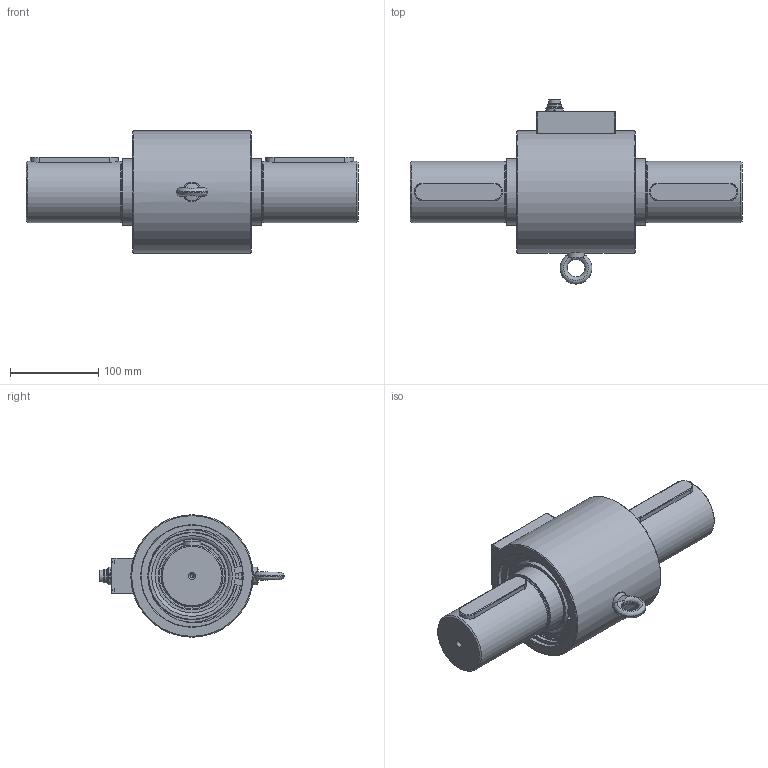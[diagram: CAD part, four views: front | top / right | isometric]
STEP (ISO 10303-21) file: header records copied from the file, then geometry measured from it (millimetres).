
FILE_DESCRIPTION( ( 'Unknown' ), '1' );
FILE_NAME( '2300-Z07_DOC-00061818.stp', 'Unknown', ( 'Unknown' ), ( 'Unknown' ), 'PSStep 17.0.49', 'Unknown', ' ' );
FILE_SCHEMA( ( 'AUTOMOTIVE_DESIGN { 1 0 10303 214 1 1 1 1 }' ) );
Length unit declared in the file: millimetre
Products named in the file (32): 2247-b05_doc-00045639; 2247-003_doc-00016120; Zylinderschraube DIN 912-M3x25; Zylinderschraube DIN 912-M3x25-oa3; Zylinderschraube DIN 912-M3x25-oa4; Zylinderschraube DIN 912-M3x25-oa5; 2300-B10_DOC-00061804_DOC-00061804; DIN 625-T1-6015-2Z_75x115x20; 2300-017_DOC-00061807_DOC-00061807; Paßfeder A20x12x100 DIN 6885-T2; Paßfeder A20x12x100 DIN 6885-T2-oa6; 2300-b02_doc-00048083; 2300-002_doc-00048035; Sicherungsring DIN 472-115x4-T1; Sicherungsring DIN 472-115x4-T1-oa0; DIN 625-T1-6015-2RS_75x115x20; o-ring_doc-00048095; o-ring_doc-00048095-oa1; Ringschraube M8 DIN 580-oa2; Assem1; flanschstecker 12-polig serie 723; mutter_09-0323-89-06_DOC-00067592
Assembly tree (31 placements, depth 3):
  Assem1
    flanschstecker 12-polig serie 723
    mutter_09-0323-89-06_DOC-00067592
    2300-b02_doc-00048083
      2300-002_doc-00048035
      Sicherungsring DIN 472-115x4-T1
      Sicherungsring DIN 472-115x4-T1-oa0
      DIN 625-T1-6015-2RS_75x115x20
      DIN 625-T1-6015-2RS_75x115x20
      DIN 625-T1-6015-2RS_75x115x20
      DIN 625-T1-6015-2RS_75x115x20
      DIN 625-T1-6015-2RS_75x115x20
      DIN 625-T1-6015-2RS_75x115x20
      DIN 625-T1-6015-2RS_75x115x20
      o-ring_doc-00048095
      o-ring_doc-00048095-oa1
      Ringschraube M8 DIN 580-oa2
    2247-b05_doc-00045639
      2247-003_doc-00016120
      Zylinderschraube DIN 912-M3x25
      Zylinderschraube DIN 912-M3x25-oa3
      Zylinderschraube DIN 912-M3x25-oa4
      Zylinderschraube DIN 912-M3x25-oa5
    2300-B10_DOC-00061804_DOC-00061804
      DIN 625-T1-6015-2Z_75x115x20
      DIN 625-T1-6015-2Z_75x115x20
      DIN 625-T1-6015-2Z_75x115x20
      DIN 625-T1-6015-2Z_75x115x20
      DIN 625-T1-6015-2Z_75x115x20
      2300-017_DOC-00061807_DOC-00061807
      Paßfeder A20x12x100 DIN 6885-T2
      Paßfeder A20x12x100 DIN 6885-T2-oa6
Bounding box: 377 x 208.99 x 139 mm (x, y, z)
Volume: 2426769.3 mm3; surface area: 421614.9 mm2
Topology: 28 solids, 30 shells, 407 faces, 811 edges, 526 vertices
Faces by surface type: plane 199, cylinder 135, cone 38, torus 29, bspline 4, revolution 2
Full cylindrical faces by diameter (mm): 1 x24, 2.387 x4, 3 x8, 3.4 x4, 4 x3, 4.917 x1, 5.5 x4, 6 x5, 12 x1, 13.5 x1, 15 x1, 15.875 x1, 17.188 x1, 17.462 x1, 17.8 x1, 20 x3, 21 x1, 22 x1, 69.4 x2, 70 x2, 75 x3, 83.3 x4, 83.32 x2, 91.63 x4, 99.75 x4, 104.86 x2, 104.88 x4, 104.98 x4, 105 x4, 115 x3
Entity records: 15364 total; most frequent: CARTESIAN_POINT 3866, DIRECTION 1746, ORIENTED_EDGE 1166, AXIS2_PLACEMENT_3D 774, EDGE_LOOP 674, EDGE_CURVE 583, FACE_OUTER_BOUND 528, VERTEX_POINT 482
